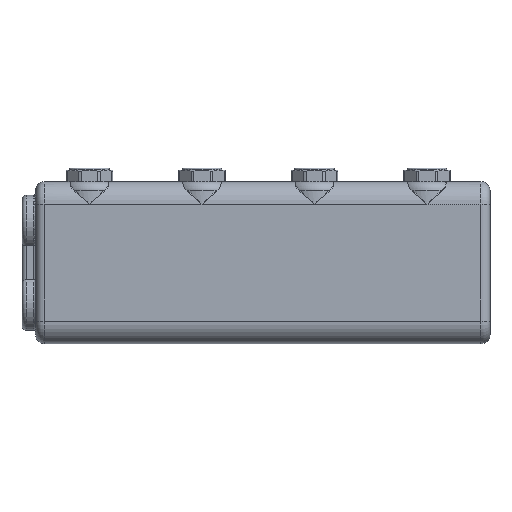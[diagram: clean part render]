
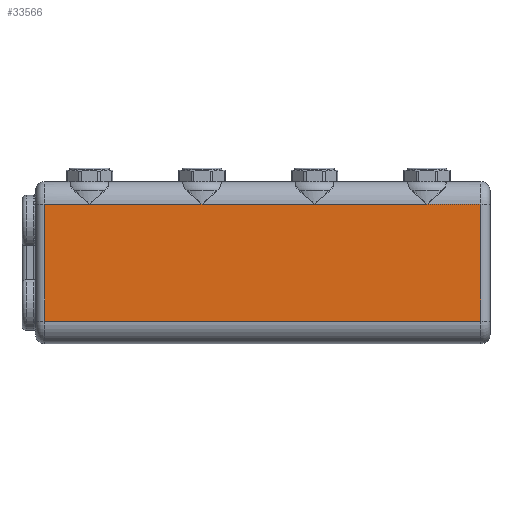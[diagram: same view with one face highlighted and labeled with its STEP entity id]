
A CAD part, top view. The second image highlights one B-rep face of the part: STEP entity #33566.
In plain terms, the highlighted planar face has unit normal (0, 0, 1).
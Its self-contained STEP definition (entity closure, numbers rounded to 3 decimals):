
#33201=CARTESIAN_POINT('Vertex',(247.5,110.,44.)) ;
#33234=CARTESIAN_POINT('Vertex',(247.5,-20.,44.)) ;
#33263=CARTESIAN_POINT('Vertex',(-237.5,-20.,44.)) ;
#33397=CARTESIAN_POINT('Vertex',(187.5,110.,44.)) ;
#33400=CARTESIAN_POINT('Line Origine',(5.,110.,44.)) ;
#33424=CARTESIAN_POINT('Line Origine',(247.5,45.,44.)) ;
#33451=CARTESIAN_POINT('Line Origine',(5.,-20.,44.)) ;
#33468=CARTESIAN_POINT('Line Origine',(-237.5,45.,44.)) ;
#33472=CARTESIAN_POINT('Vertex',(-237.5,110.,44.)) ;
#33525=CARTESIAN_POINT('Axis2P3D Location',(5.,45.,44.)) ;
#33530=CARTESIAN_POINT('Line Origine',(125.,110.,44.)) ;
#33534=CARTESIAN_POINT('Vertex',(62.5,110.,44.)) ;
#33537=CARTESIAN_POINT('Line Origine',(0.,110.,44.)) ;
#33541=CARTESIAN_POINT('Vertex',(-62.5,110.,44.)) ;
#33544=CARTESIAN_POINT('Line Origine',(-125.,110.,44.)) ;
#33548=CARTESIAN_POINT('Vertex',(-187.5,110.,44.)) ;
#33551=CARTESIAN_POINT('Line Origine',(-212.5,110.,44.)) ;
#33402=VECTOR('Line Direction',#33401,1.) ;
#33426=VECTOR('Line Direction',#33425,1.) ;
#33453=VECTOR('Line Direction',#33452,1.) ;
#33470=VECTOR('Line Direction',#33469,1.) ;
#33532=VECTOR('Line Direction',#33531,1.) ;
#33539=VECTOR('Line Direction',#33538,1.) ;
#33546=VECTOR('Line Direction',#33545,1.) ;
#33553=VECTOR('Line Direction',#33552,1.) ;
#33401=DIRECTION('Vector Direction',(1.,0.,0.)) ;
#33425=DIRECTION('Vector Direction',(0.,-1.,0.)) ;
#33452=DIRECTION('Vector Direction',(-1.,0.,0.)) ;
#33469=DIRECTION('Vector Direction',(0.,1.,0.)) ;
#33526=DIRECTION('Axis2P3D Direction',(0.,0.,1.)) ;
#33527=DIRECTION('Axis2P3D XDirection',(-1.,0.,0.)) ;
#33531=DIRECTION('Vector Direction',(-1.,0.,0.)) ;
#33538=DIRECTION('Vector Direction',(-1.,0.,0.)) ;
#33545=DIRECTION('Vector Direction',(-1.,0.,0.)) ;
#33552=DIRECTION('Vector Direction',(-1.,0.,0.)) ;
#33528=AXIS2_PLACEMENT_3D('Plane Axis2P3D',#33525,#33526,#33527) ;
#33403=LINE('Line',#33400,#33402) ;
#33427=LINE('Line',#33424,#33426) ;
#33454=LINE('Line',#33451,#33453) ;
#33471=LINE('Line',#33468,#33470) ;
#33533=LINE('Line',#33530,#33532) ;
#33540=LINE('Line',#33537,#33539) ;
#33547=LINE('Line',#33544,#33546) ;
#33554=LINE('Line',#33551,#33553) ;
#33529=PLANE('',#33528) ;
#33404=EDGE_CURVE('',#33202,#33398,#33403,.F.) ;
#33428=EDGE_CURVE('',#33235,#33202,#33427,.F.) ;
#33455=EDGE_CURVE('',#33264,#33235,#33454,.F.) ;
#33474=EDGE_CURVE('',#33473,#33264,#33471,.F.) ;
#33536=EDGE_CURVE('',#33398,#33535,#33533,.T.) ;
#33543=EDGE_CURVE('',#33535,#33542,#33540,.T.) ;
#33550=EDGE_CURVE('',#33542,#33549,#33547,.T.) ;
#33555=EDGE_CURVE('',#33549,#33473,#33554,.T.) ;
#33557=ORIENTED_EDGE('',*,*,#33455,.T.) ;
#33558=ORIENTED_EDGE('',*,*,#33428,.T.) ;
#33559=ORIENTED_EDGE('',*,*,#33404,.T.) ;
#33560=ORIENTED_EDGE('',*,*,#33536,.T.) ;
#33561=ORIENTED_EDGE('',*,*,#33543,.T.) ;
#33562=ORIENTED_EDGE('',*,*,#33550,.T.) ;
#33563=ORIENTED_EDGE('',*,*,#33555,.T.) ;
#33564=ORIENTED_EDGE('',*,*,#33474,.T.) ;
#33556=EDGE_LOOP('',(#33557,#33558,#33559,#33560,#33561,#33562,#33563,#33564)) ;
#33202=VERTEX_POINT('',#33201) ;
#33235=VERTEX_POINT('',#33234) ;
#33264=VERTEX_POINT('',#33263) ;
#33398=VERTEX_POINT('',#33397) ;
#33473=VERTEX_POINT('',#33472) ;
#33535=VERTEX_POINT('',#33534) ;
#33542=VERTEX_POINT('',#33541) ;
#33549=VERTEX_POINT('',#33548) ;
#33566=ADVANCED_FACE('NAUO2\\NAUO3\\Taglio-Estrusione4',(#33565),#33529,.T.) ;
#33565=FACE_OUTER_BOUND('',#33556,.T.) ;
